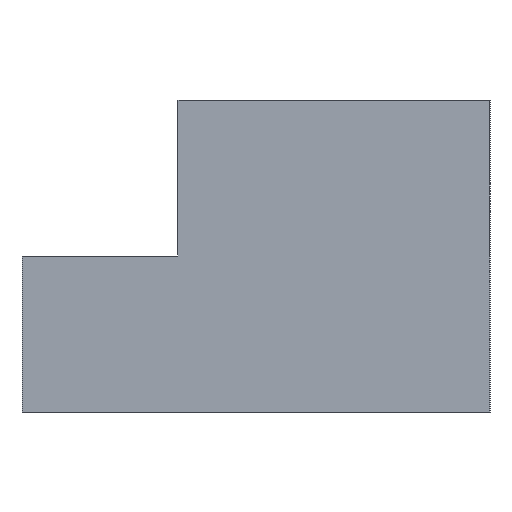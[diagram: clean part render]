
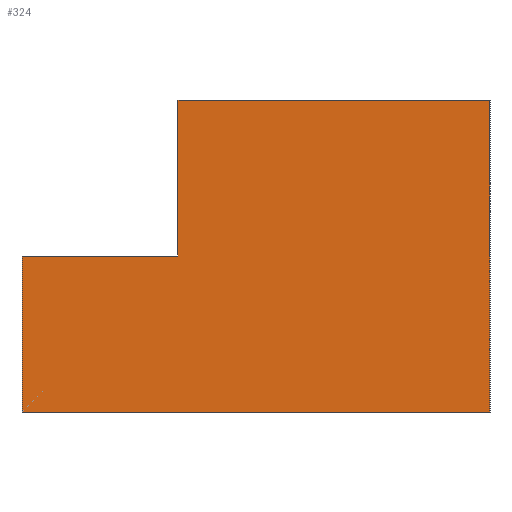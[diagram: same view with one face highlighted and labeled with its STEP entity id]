
A CAD part, left-side view. The second image highlights one B-rep face of the part: STEP entity #324.
In plain terms, the highlighted planar face has unit normal (-1, 0, 0).
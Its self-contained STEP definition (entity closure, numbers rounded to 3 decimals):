
#13 = ORIENTED_EDGE ( 'NONE', *, *, #694, .F. ) ;
#31 = ORIENTED_EDGE ( 'NONE', *, *, #45, .T. ) ;
#34 = LINE ( 'NONE', #586, #269 ) ;
#41 = EDGE_CURVE ( 'NONE', #548, #542, #34, .T. ) ;
#43 = EDGE_CURVE ( 'NONE', #548, #544, #272, .T. ) ;
#44 = EDGE_CURVE ( 'NONE', #541, #544, #268, .T. ) ;
#45 = EDGE_CURVE ( 'NONE', #503, #539, #266, .T. ) ;
#77 = EDGE_LOOP ( 'NONE', ( #107, #108, #109, #110, #31, #13 ) ) ;
#88 = AXIS2_PLACEMENT_3D ( 'NONE', #602, #578, #577 ) ;
#107 = ORIENTED_EDGE ( 'NONE', *, *, #41, .F. ) ;
#108 = ORIENTED_EDGE ( 'NONE', *, *, #43, .T. ) ;
#109 = ORIENTED_EDGE ( 'NONE', *, *, #44, .F. ) ;
#110 = ORIENTED_EDGE ( 'NONE', *, *, #658, .T. ) ;
#169 = LINE ( 'NONE', #361, #170 ) ;
#170 = VECTOR ( 'NONE', #360, 1000. ) ;
#197 = FACE_OUTER_BOUND ( 'NONE', #77, .T. ) ;
#208 = VECTOR ( 'NONE', #473, 1000. ) ;
#211 = LINE ( 'NONE', #474, #208 ) ;
#261 = VECTOR ( 'NONE', #412, 1000. ) ;
#263 = VECTOR ( 'NONE', #420, 1000. ) ;
#265 = VECTOR ( 'NONE', #432, 1000. ) ;
#266 = LINE ( 'NONE', #431, #261 ) ;
#268 = LINE ( 'NONE', #436, #263 ) ;
#269 = VECTOR ( 'NONE', #461, 1000. ) ;
#272 = LINE ( 'NONE', #460, #265 ) ;
#324 = ADVANCED_FACE ( 'NONE', ( #197 ), #591, .F. ) ;
#360 = DIRECTION ( 'NONE',  ( 0., -1., 0. ) ) ;
#361 = CARTESIAN_POINT ( 'NONE',  ( 0., 76.2, 0. ) ) ;
#412 = DIRECTION ( 'NONE',  ( 0., 0., 1. ) ) ;
#420 = DIRECTION ( 'NONE',  ( 0., 0., 1. ) ) ;
#431 = CARTESIAN_POINT ( 'NONE',  ( 0., 0., 0. ) ) ;
#432 = DIRECTION ( 'NONE',  ( 0., 1., 0. ) ) ;
#436 = CARTESIAN_POINT ( 'NONE',  ( 0., 76.2, 0. ) ) ;
#460 = CARTESIAN_POINT ( 'NONE',  ( 0., 50.8, -25.4 ) ) ;
#461 = DIRECTION ( 'NONE',  ( 0., 0., 1. ) ) ;
#473 = DIRECTION ( 'NONE',  ( 0., -1., 0. ) ) ;
#474 = CARTESIAN_POINT ( 'NONE',  ( 0., 76.2, -50.8 ) ) ;
#503 = VERTEX_POINT ( 'NONE', #522 ) ;
#504 = CARTESIAN_POINT ( 'NONE',  ( 0., 50.8, -25.4 ) ) ;
#507 = CARTESIAN_POINT ( 'NONE',  ( 0., 76.2, -25.4 ) ) ;
#509 = CARTESIAN_POINT ( 'NONE',  ( 0., 50.8, 0. ) ) ;
#510 = CARTESIAN_POINT ( 'NONE',  ( 0., 76.2, -50.8 ) ) ;
#512 = CARTESIAN_POINT ( 'NONE',  ( 0., 0., 0. ) ) ;
#522 = CARTESIAN_POINT ( 'NONE',  ( 0., 0., -50.8 ) ) ;
#539 = VERTEX_POINT ( 'NONE', #512 ) ;
#541 = VERTEX_POINT ( 'NONE', #510 ) ;
#542 = VERTEX_POINT ( 'NONE', #509 ) ;
#544 = VERTEX_POINT ( 'NONE', #507 ) ;
#548 = VERTEX_POINT ( 'NONE', #504 ) ;
#577 = DIRECTION ( 'NONE',  ( 0., 0., -1. ) ) ;
#578 = DIRECTION ( 'NONE',  ( 1., 0., 0. ) ) ;
#586 = CARTESIAN_POINT ( 'NONE',  ( 0., 50.8, 0. ) ) ;
#591 = PLANE ( 'NONE',  #88 ) ;
#602 = CARTESIAN_POINT ( 'NONE',  ( 0., 76.2, 0. ) ) ;
#658 = EDGE_CURVE ( 'NONE', #541, #503, #211, .T. ) ;
#694 = EDGE_CURVE ( 'NONE', #542, #539, #169, .T. ) ;
